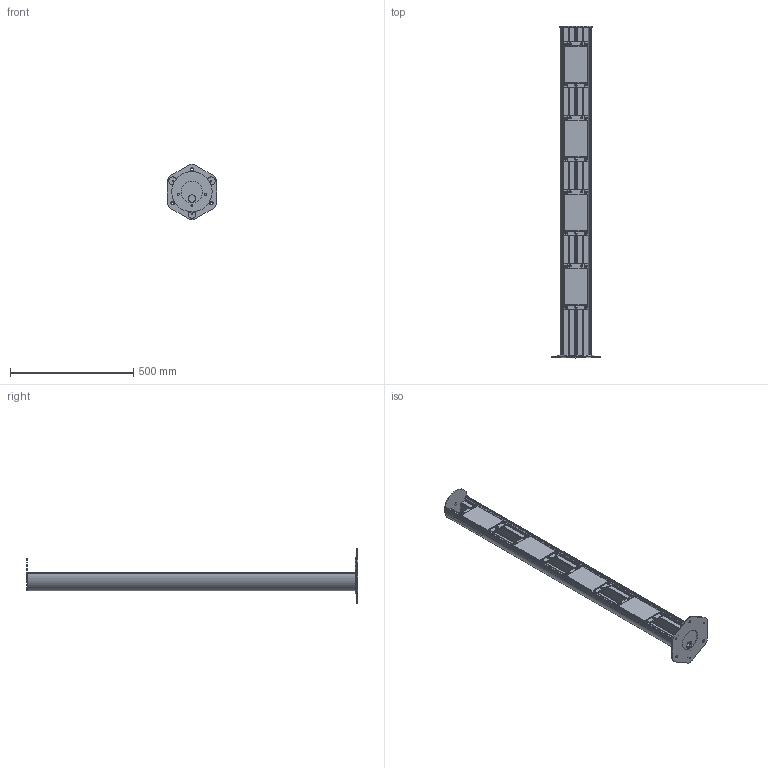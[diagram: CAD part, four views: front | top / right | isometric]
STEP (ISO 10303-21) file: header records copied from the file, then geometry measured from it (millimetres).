
FILE_DESCRIPTION (( 'STEP AP214' ), '1' );
FILE_NAME ('FMC-SB4.STEP', '2020-09-11T13:52:07', ( '' ), ( '' ), 'SwSTEP 2.0', 'SolidWorks 2019', '' );
FILE_SCHEMA (( 'AUTOMOTIVE_DESIGN' ));
Length unit declared in the file: inch
Products named in the file (1): FMC-SB4
Bounding box: 201.72 x 1345.15 x 223.64 mm (x, y, z)
Volume: 2048881.5 mm3; surface area: 1931050 mm2
Topology: 107 solids, 107 shells, 1414 faces, 3550 edges, 2333 vertices
Faces by surface type: plane 823, cylinder 473, cone 55, bspline 35, torus 28
Full cylindrical faces by diameter (mm): 3.5 x3, 4 x3, 4.8 x12, 5 x44, 5.3 x24, 5.5 x12, 5.769 x3, 6 x3, 6.3 x3, 6.38 x12, 6.5 x12, 7.11 x16, 7.3 x16, 8.5 x3, 8.7 x12, 10 x3, 13 x1, 30 x1, 86.5 x1, 130 x1, 163.7 x1
Entity records: 45491 total; most frequent: CARTESIAN_POINT 10758, DIRECTION 6808, ORIENTED_EDGE 6452, EDGE_CURVE 3226, AXIS2_PLACEMENT_3D 2417, VERTEX_POINT 2310, VECTOR 1974, LINE 1974
